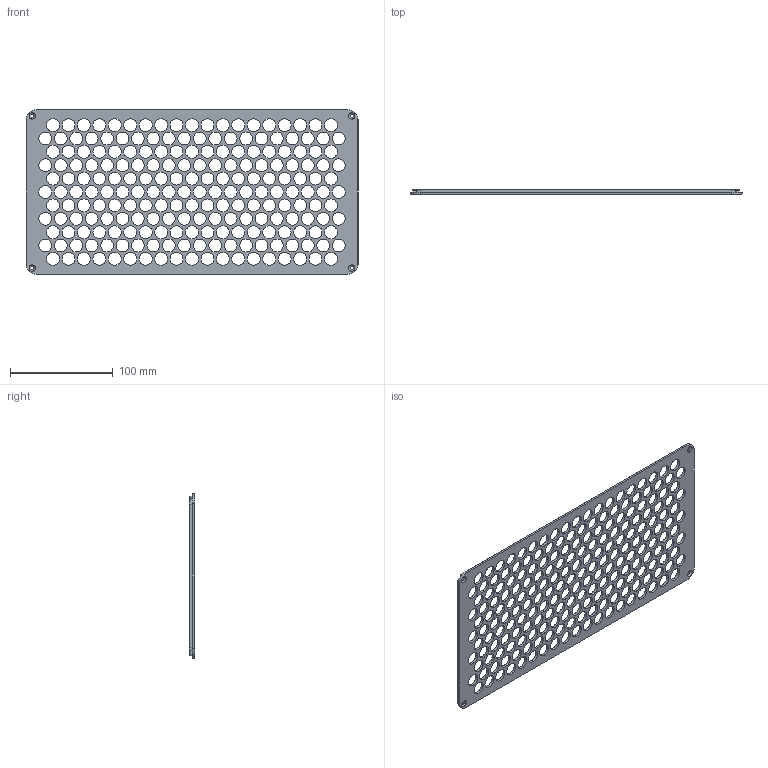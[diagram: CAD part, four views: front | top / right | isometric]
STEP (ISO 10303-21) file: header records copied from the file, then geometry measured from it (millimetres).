
FILE_DESCRIPTION (( 'STEP AP214' ), '1' );
FILE_NAME ('v12 End Plate.STEP', '2021-07-18T16:54:13', ( '' ), ( '' ), 'SwSTEP 2.0', 'SolidWorks 2021', '' );
FILE_SCHEMA (( 'AUTOMOTIVE_DESIGN' ));
Length unit declared in the file: centimetre
Products named in the file (1): v12 End Plate
Bounding box: 322.5 x 5 x 160 mm (x, y, z)
Volume: 73928.4 mm3; surface area: 78464.4 mm2
Topology: 1 solids, 1 shells, 504 faces, 1504 edges, 1000 vertices
Faces by surface type: cylinder 460, plane 36, cone 8
Entity records: 18406 total; most frequent: DIRECTION 3450, CARTESIAN_POINT 3009, ORIENTED_EDGE 3008, EDGE_CURVE 1504, AXIS2_PLACEMENT_3D 1441, VERTEX_POINT 1000, EDGE_LOOP 938, CIRCLE 936
